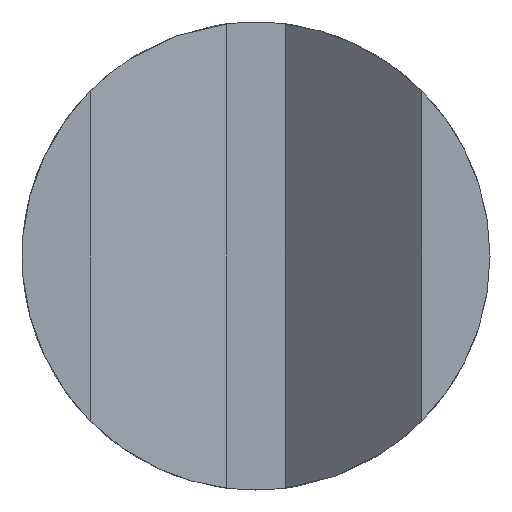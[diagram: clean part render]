
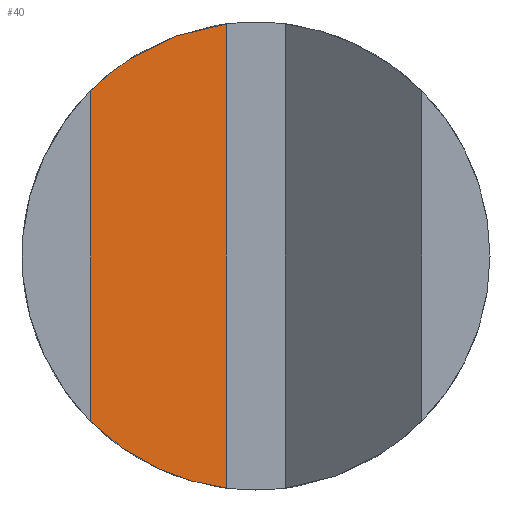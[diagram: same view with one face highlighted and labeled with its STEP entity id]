
A CAD part, left-side view. The second image highlights one B-rep face of the part: STEP entity #40.
In plain terms, the highlighted planar face has unit normal (-0.707, -0.707, 0).
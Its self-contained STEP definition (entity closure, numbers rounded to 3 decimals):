
#40 = ADVANCED_FACE( '', ( #83 ), #84, .T. );
#83 = FACE_OUTER_BOUND( '', #130, .T. );
#84 = PLANE( '', #131 );
#130 = EDGE_LOOP( '', ( #179, #180, #181, #182 ) );
#131 = AXIS2_PLACEMENT_3D( '', #183, #184, #185 );
#179 = ORIENTED_EDGE( '', *, *, #265, .T. );
#180 = ORIENTED_EDGE( '', *, *, #266, .F. );
#181 = ORIENTED_EDGE( '', *, *, #267, .T. );
#182 = ORIENTED_EDGE( '', *, *, #268, .T. );
#183 = CARTESIAN_POINT( '', ( -13., 1.5, 15. ) );
#184 = DIRECTION( '', ( -0.707, -0.707, 0. ) );
#185 = DIRECTION( '', ( 0.707, -0.707, 0. ) );
#265 = EDGE_CURVE( '', #305, #306, #307, .T. );
#266 = EDGE_CURVE( '', #308, #306, #309, .T. );
#267 = EDGE_CURVE( '', #308, #310, #311, .T. );
#268 = EDGE_CURVE( '', #310, #305, #312, .T. );
#305 = VERTEX_POINT( '', #360 );
#306 = VERTEX_POINT( '', #361 );
#307 = ELLIPSE( '', #362, 16.971, 12. );
#308 = VERTEX_POINT( '', #363 );
#309 = LINE( '', #364, #365 );
#310 = VERTEX_POINT( '', #366 );
#311 = ELLIPSE( '', #367, 16.971, 12. );
#312 = LINE( '', #368, #369 );
#360 = CARTESIAN_POINT( '', ( -20., 8.5, -8.471 ) );
#361 = CARTESIAN_POINT( '', ( -13., 1.5, -11.906 ) );
#362 = AXIS2_PLACEMENT_3D( '', #408, #409, #410 );
#363 = CARTESIAN_POINT( '', ( -13., 1.5, 11.906 ) );
#364 = CARTESIAN_POINT( '', ( -13., 1.5, 15. ) );
#365 = VECTOR( '', #411, 1000. );
#366 = CARTESIAN_POINT( '', ( -20., 8.5, 8.471 ) );
#367 = AXIS2_PLACEMENT_3D( '', #412, #413, #414 );
#368 = CARTESIAN_POINT( '', ( -20., 8.5, 0. ) );
#369 = VECTOR( '', #415, 1000. );
#408 = CARTESIAN_POINT( '', ( -11.5, 0., 0. ) );
#409 = DIRECTION( '', ( -0.707, -0.707, 0. ) );
#410 = DIRECTION( '', ( -0.707, 0.707, 0. ) );
#411 = DIRECTION( '', ( 0., 0., -1. ) );
#412 = CARTESIAN_POINT( '', ( -11.5, 0., 0. ) );
#413 = DIRECTION( '', ( -0.707, -0.707, 0. ) );
#414 = DIRECTION( '', ( -0.707, 0.707, 0. ) );
#415 = DIRECTION( '', ( 0., 0., -1. ) );
